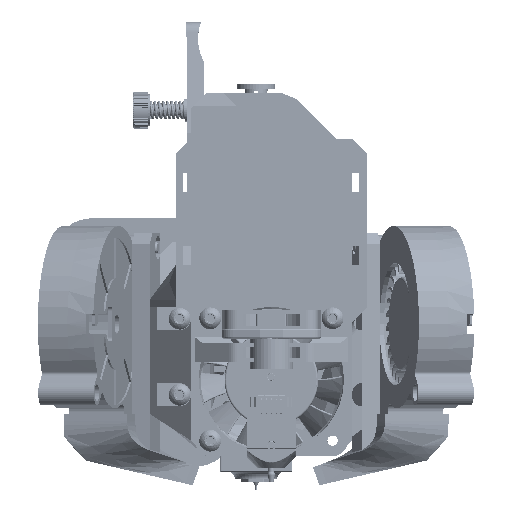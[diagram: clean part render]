
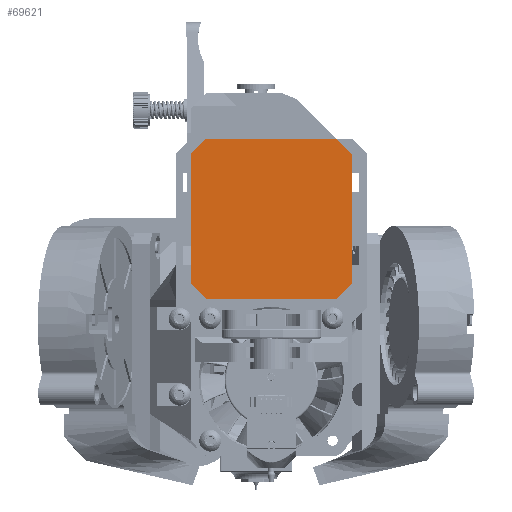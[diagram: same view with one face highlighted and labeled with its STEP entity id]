
A CAD part, front view. The second image highlights one B-rep face of the part: STEP entity #69621.
In plain terms, the highlighted planar face has unit normal (0, -1, 0).
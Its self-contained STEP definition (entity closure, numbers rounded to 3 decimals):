
#10596=LINE('',#129101,#15911);
#10597=LINE('',#129104,#15912);
#10598=LINE('',#129106,#15913);
#10599=LINE('',#129108,#15914);
#10600=LINE('',#129110,#15915);
#10601=LINE('',#129112,#15916);
#10602=LINE('',#129114,#15917);
#10603=LINE('',#129116,#15918);
#15911=VECTOR('',#96125,1000.);
#15912=VECTOR('',#96126,1000.);
#15913=VECTOR('',#96127,1000.);
#15914=VECTOR('',#96128,1000.);
#15915=VECTOR('',#96129,1000.);
#15916=VECTOR('',#96130,1000.);
#15917=VECTOR('',#96131,1000.);
#15918=VECTOR('',#96132,1000.);
#31044=ORIENTED_EDGE('',*,*,#45153,.F.);
#31045=ORIENTED_EDGE('',*,*,#45154,.F.);
#31046=ORIENTED_EDGE('',*,*,#45155,.F.);
#31047=ORIENTED_EDGE('',*,*,#45156,.F.);
#31048=ORIENTED_EDGE('',*,*,#45157,.F.);
#31049=ORIENTED_EDGE('',*,*,#45158,.F.);
#31050=ORIENTED_EDGE('',*,*,#45159,.F.);
#31051=ORIENTED_EDGE('',*,*,#45160,.F.);
#45153=EDGE_CURVE('',#53185,#53186,#10596,.T.);
#45154=EDGE_CURVE('',#53187,#53185,#10597,.T.);
#45155=EDGE_CURVE('',#53188,#53187,#10598,.T.);
#45156=EDGE_CURVE('',#53189,#53188,#10599,.T.);
#45157=EDGE_CURVE('',#53190,#53189,#10600,.T.);
#45158=EDGE_CURVE('',#53191,#53190,#10601,.T.);
#45159=EDGE_CURVE('',#53192,#53191,#10602,.T.);
#45160=EDGE_CURVE('',#53186,#53192,#10603,.T.);
#53185=VERTEX_POINT('',#129102);
#53186=VERTEX_POINT('',#129103);
#53187=VERTEX_POINT('',#129105);
#53188=VERTEX_POINT('',#129107);
#53189=VERTEX_POINT('',#129109);
#53190=VERTEX_POINT('',#129111);
#53191=VERTEX_POINT('',#129113);
#53192=VERTEX_POINT('',#129115);
#58862=EDGE_LOOP('',(#31044,#31045,#31046,#31047,#31048,#31049,#31050,#31051));
#63354=FACE_BOUND('',#58862,.T.);
#66357=PLANE('',#82296);
#69621=ADVANCED_FACE('',(#63354),#66357,.T.);
#82296=AXIS2_PLACEMENT_3D('',#129100,#96123,#96124);
#96123=DIRECTION('',(0.,-1.,0.));
#96124=DIRECTION('',(0.,0.,-1.));
#96125=DIRECTION('',(0.,0.,-1.));
#96126=DIRECTION('',(0.707,0.,-0.707));
#96127=DIRECTION('',(1.,0.,0.));
#96128=DIRECTION('',(0.707,0.,0.707));
#96129=DIRECTION('',(0.,0.,1.));
#96130=DIRECTION('',(-0.707,0.,0.707));
#96131=DIRECTION('',(-1.,0.,0.));
#96132=DIRECTION('',(-0.707,0.,-0.707));
#129100=CARTESIAN_POINT('',(-21.001,-20.,21.001));
#129101=CARTESIAN_POINT('',(21.,-20.,0.));
#129102=CARTESIAN_POINT('',(21.,-20.,17.));
#129103=CARTESIAN_POINT('',(21.,-20.,-17.));
#129104=CARTESIAN_POINT('',(19.,-20.,19.));
#129105=CARTESIAN_POINT('',(17.,-20.,21.));
#129106=CARTESIAN_POINT('',(0.,-20.,21.));
#129107=CARTESIAN_POINT('',(-17.,-20.,21.));
#129108=CARTESIAN_POINT('',(-19.,-20.,19.));
#129109=CARTESIAN_POINT('',(-21.,-20.,17.));
#129110=CARTESIAN_POINT('',(-21.,-20.,0.));
#129111=CARTESIAN_POINT('',(-21.,-20.,-17.));
#129112=CARTESIAN_POINT('',(-19.,-20.,-19.));
#129113=CARTESIAN_POINT('',(-17.,-20.,-21.));
#129114=CARTESIAN_POINT('',(0.,-20.,-21.));
#129115=CARTESIAN_POINT('',(17.,-20.,-21.));
#129116=CARTESIAN_POINT('',(19.,-20.,-19.));
